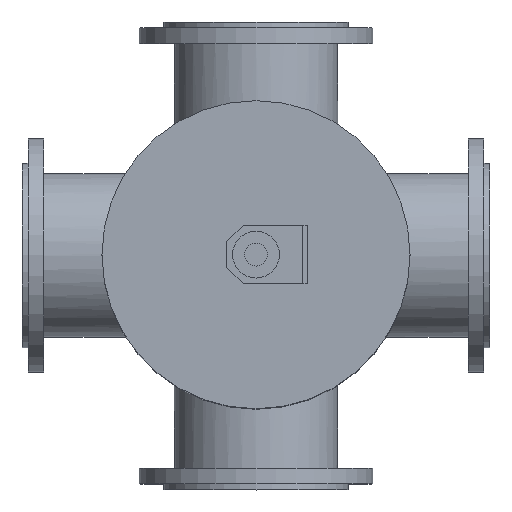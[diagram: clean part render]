
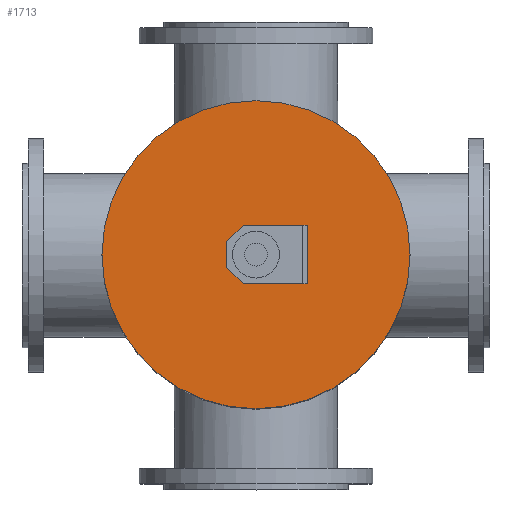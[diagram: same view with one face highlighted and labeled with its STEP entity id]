
A CAD part, top view. The second image highlights one B-rep face of the part: STEP entity #1713.
In plain terms, the highlighted planar face has unit normal (0, 0, 1).
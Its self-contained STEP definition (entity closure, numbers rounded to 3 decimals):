
#398=FACE_OUTER_BOUND('',#514,.T.);
#514=EDGE_LOOP('',(#1236));
#709=CIRCLE('',#1902,131.75);
#832=VERTEX_POINT('',#2703);
#991=EDGE_CURVE('',#832,#832,#709,.T.);
#1236=ORIENTED_EDGE('',*,*,#991,.F.);
#1668=PLANE('',#1901);
#1713=ADVANCED_FACE('',(#398),#1668,.T.);
#1901=AXIS2_PLACEMENT_3D('',#2702,#2169,#2170);
#1902=AXIS2_PLACEMENT_3D('',#2704,#2171,#2172);
#2169=DIRECTION('center_axis',(0.,0.,1.));
#2170=DIRECTION('ref_axis',(1.,0.,0.));
#2171=DIRECTION('center_axis',(0.,0.,-1.));
#2172=DIRECTION('ref_axis',(-1.,0.,0.));
#2702=CARTESIAN_POINT('Origin',(-65.875,0.,462.9));
#2703=CARTESIAN_POINT('',(131.75,0.,462.9));
#2704=CARTESIAN_POINT('Origin',(0.,0.,462.9));
